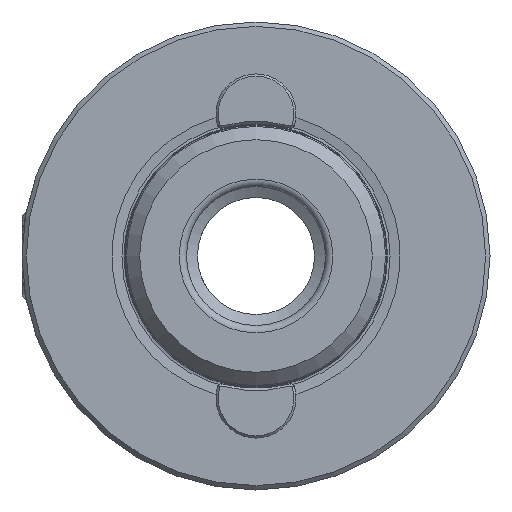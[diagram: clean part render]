
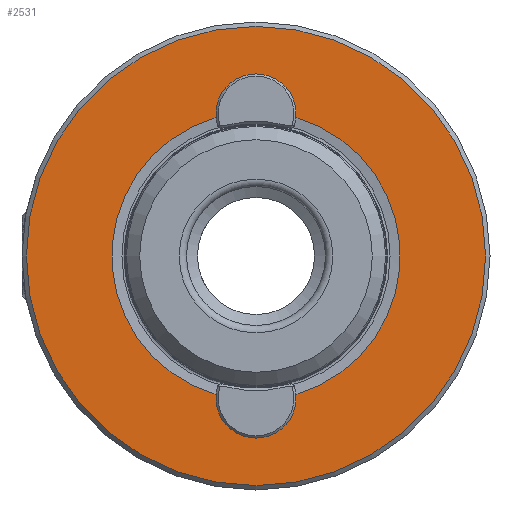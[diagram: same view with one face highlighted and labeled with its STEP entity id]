
A CAD part, left-side view. The second image highlights one B-rep face of the part: STEP entity #2531.
In plain terms, the highlighted planar face has unit normal (-1, 0, 0).
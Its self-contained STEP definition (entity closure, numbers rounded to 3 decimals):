
#38 = FACE_OUTER_BOUND ( 'NONE', #3136, .T. ) ;
#71 = EDGE_LOOP ( 'NONE', ( #2987, #2811, #1502, #1072 ) ) ;
#120 = DIRECTION ( 'NONE',  ( 0., 0., 1. ) ) ;
#175 = CARTESIAN_POINT ( 'NONE',  ( 0., 0., -19.715 ) ) ;
#240 = VERTEX_POINT ( 'NONE', #3052 ) ;
#277 = DIRECTION ( 'NONE',  ( -1., 0., 0. ) ) ;
#286 = VERTEX_POINT ( 'NONE', #1840 ) ;
#293 = CARTESIAN_POINT ( 'NONE',  ( 0., 0., 31.4 ) ) ;
#355 = EDGE_CURVE ( 'NONE', #2190, #240, #1330, .T. ) ;
#494 = CIRCLE ( 'NONE', #2343, 31.4 ) ;
#527 = AXIS2_PLACEMENT_3D ( 'NONE', #1305, #277, #1580 ) ;
#573 = FACE_BOUND ( 'NONE', #71, .T. ) ;
#844 = CARTESIAN_POINT ( 'NONE',  ( 0., 2.305, -19.58 ) ) ;
#967 = AXIS2_PLACEMENT_3D ( 'NONE', #175, #2889, #1716 ) ;
#1072 = ORIENTED_EDGE ( 'NONE', *, *, #2030, .F. ) ;
#1084 = CIRCLE ( 'NONE', #2219, 3. ) ;
#1186 = PLANE ( 'NONE',  #967 ) ;
#1305 = CARTESIAN_POINT ( 'NONE',  ( 0., 0., 0. ) ) ;
#1330 = CIRCLE ( 'NONE', #2863, 19.715 ) ;
#1362 = CIRCLE ( 'NONE', #2926, 3. ) ;
#1380 = DIRECTION ( 'NONE',  ( -1., 0., 0. ) ) ;
#1454 = CARTESIAN_POINT ( 'NONE',  ( 0., 0., 21.5 ) ) ;
#1478 = CARTESIAN_POINT ( 'NONE',  ( 0., 0., 0. ) ) ;
#1500 = DIRECTION ( 'NONE',  ( 0., 0., 1. ) ) ;
#1502 = ORIENTED_EDGE ( 'NONE', *, *, #355, .F. ) ;
#1580 = DIRECTION ( 'NONE',  ( 0., 0., 1. ) ) ;
#1703 = DIRECTION ( 'NONE',  ( 0., 0., 1. ) ) ;
#1716 = DIRECTION ( 'NONE',  ( 0., 0., -1. ) ) ;
#1730 = DIRECTION ( 'NONE',  ( -1., 0., 0. ) ) ;
#1779 = VERTEX_POINT ( 'NONE', #844 ) ;
#1840 = CARTESIAN_POINT ( 'NONE',  ( 0., 2.305, 19.58 ) ) ;
#2030 = EDGE_CURVE ( 'NONE', #1779, #2190, #1362, .T. ) ;
#2090 = EDGE_CURVE ( 'NONE', #2772, #2772, #494, .T. ) ;
#2136 = EDGE_CURVE ( 'NONE', #240, #286, #1084, .T. ) ;
#2143 = CARTESIAN_POINT ( 'NONE',  ( 0., 0., 0. ) ) ;
#2190 = VERTEX_POINT ( 'NONE', #2919 ) ;
#2219 = AXIS2_PLACEMENT_3D ( 'NONE', #1454, #1730, #1500 ) ;
#2343 = AXIS2_PLACEMENT_3D ( 'NONE', #1478, #2686, #2964 ) ;
#2531 = ADVANCED_FACE ( 'NONE', ( #573, #38 ), #1186, .F. ) ;
#2576 = EDGE_CURVE ( 'NONE', #286, #1779, #2924, .T. ) ;
#2619 = ORIENTED_EDGE ( 'NONE', *, *, #2090, .T. ) ;
#2686 = DIRECTION ( 'NONE',  ( -1., 0., 0. ) ) ;
#2772 = VERTEX_POINT ( 'NONE', #293 ) ;
#2811 = ORIENTED_EDGE ( 'NONE', *, *, #2136, .F. ) ;
#2863 = AXIS2_PLACEMENT_3D ( 'NONE', #2143, #1380, #120 ) ;
#2889 = DIRECTION ( 'NONE',  ( 1., 0., 0. ) ) ;
#2892 = CARTESIAN_POINT ( 'NONE',  ( 0., 0., -21.5 ) ) ;
#2919 = CARTESIAN_POINT ( 'NONE',  ( 0., -2.305, -19.58 ) ) ;
#2924 = CIRCLE ( 'NONE', #527, 19.715 ) ;
#2926 = AXIS2_PLACEMENT_3D ( 'NONE', #2892, #3149, #1703 ) ;
#2964 = DIRECTION ( 'NONE',  ( 0., 0., 1. ) ) ;
#2987 = ORIENTED_EDGE ( 'NONE', *, *, #2576, .F. ) ;
#3052 = CARTESIAN_POINT ( 'NONE',  ( 0., -2.305, 19.58 ) ) ;
#3136 = EDGE_LOOP ( 'NONE', ( #2619 ) ) ;
#3149 = DIRECTION ( 'NONE',  ( -1., 0., 0. ) ) ;
